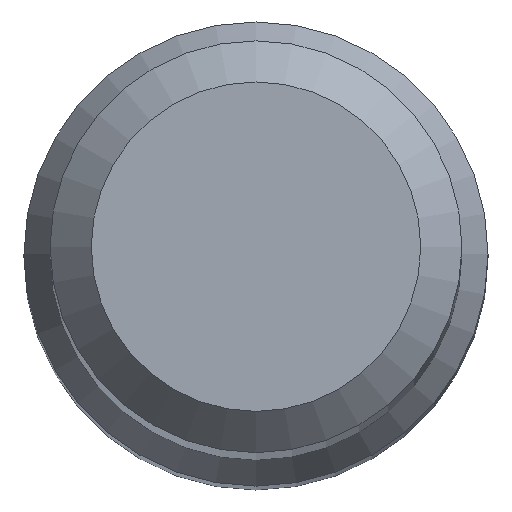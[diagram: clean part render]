
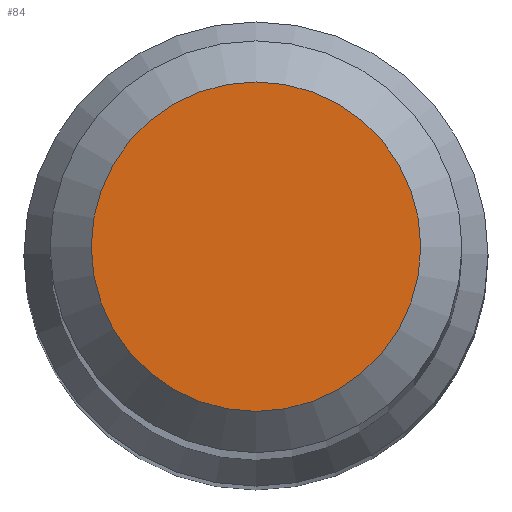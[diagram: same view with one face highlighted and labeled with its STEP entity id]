
A CAD part, top view. The second image highlights one B-rep face of the part: STEP entity #84.
In plain terms, the highlighted planar face has unit normal (0, 0, 1).
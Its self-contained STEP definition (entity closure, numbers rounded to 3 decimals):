
#1 = DIRECTION ( 'NONE',  ( 0., 0., -1. ) ) ;
#3 = VERTEX_POINT ( 'NONE', #202 ) ;
#34 = DIRECTION ( 'NONE',  ( 0., 1., 0. ) ) ;
#54 = CARTESIAN_POINT ( 'NONE',  ( 0., 0., 63. ) ) ;
#84 = ADVANCED_FACE ( 'NONE', ( #135 ), #225, .F. ) ;
#92 = DIRECTION ( 'NONE',  ( 0., 1., 0. ) ) ;
#121 = AXIS2_PLACEMENT_3D ( 'NONE', #54, #1, #92 ) ;
#130 = CARTESIAN_POINT ( 'NONE',  ( 0., 0., 63. ) ) ;
#135 = FACE_OUTER_BOUND ( 'NONE', #195, .T. ) ;
#140 = EDGE_CURVE ( 'NONE', #3, #3, #190, .T. ) ;
#157 = ORIENTED_EDGE ( 'NONE', *, *, #140, .F. ) ;
#190 = CIRCLE ( 'NONE', #205, 1.6 ) ;
#195 = EDGE_LOOP ( 'NONE', ( #157 ) ) ;
#202 = CARTESIAN_POINT ( 'NONE',  ( 0., 1.6, 63. ) ) ;
#205 = AXIS2_PLACEMENT_3D ( 'NONE', #130, #218, #34 ) ;
#218 = DIRECTION ( 'NONE',  ( 0., 0., -1. ) ) ;
#225 = PLANE ( 'NONE',  #121 ) ;
